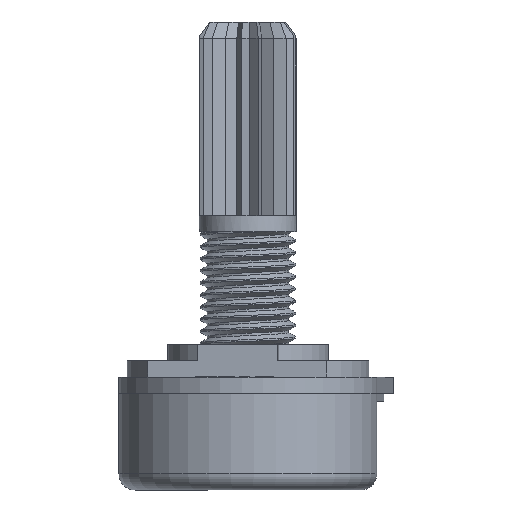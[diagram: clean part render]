
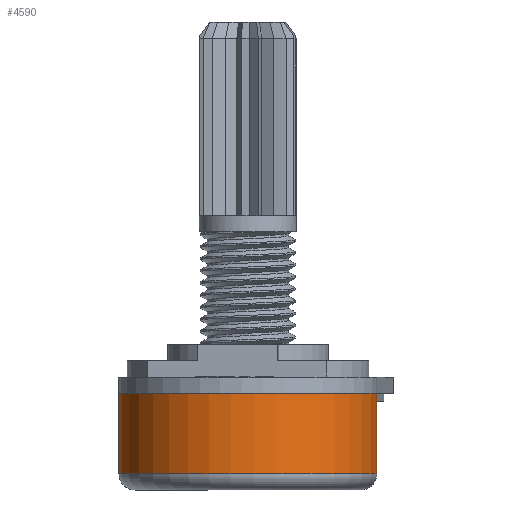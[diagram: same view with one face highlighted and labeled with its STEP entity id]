
A CAD part, front view. The second image highlights one B-rep face of the part: STEP entity #4590.
In plain terms, the highlighted cylindrical face has radius 8 mm (diameter 16 mm), a full revolution.
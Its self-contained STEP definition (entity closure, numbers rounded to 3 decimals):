
#326=CYLINDRICAL_SURFACE('',#4957,8.);
#387=CIRCLE('',#4955,8.);
#388=CIRCLE('',#4956,8.);
#389=CIRCLE('',#4958,8.);
#649=FACE_OUTER_BOUND('',#934,.T.);
#934=EDGE_LOOP('',(#4153,#4154,#4155,#4156,#4157));
#1376=LINE('',#9589,#1816);
#1816=VECTOR('',#5967,8.);
#2222=VERTEX_POINT('',#9582);
#2223=VERTEX_POINT('',#9584);
#2224=VERTEX_POINT('',#9588);
#2866=EDGE_CURVE('',#2222,#2223,#387,.T.);
#2867=EDGE_CURVE('',#2223,#2222,#388,.T.);
#2868=EDGE_CURVE('',#2223,#2224,#1376,.T.);
#2869=EDGE_CURVE('',#2224,#2224,#389,.T.);
#4153=ORIENTED_EDGE('',*,*,#2867,.F.);
#4154=ORIENTED_EDGE('',*,*,#2868,.T.);
#4155=ORIENTED_EDGE('',*,*,#2869,.T.);
#4156=ORIENTED_EDGE('',*,*,#2868,.F.);
#4157=ORIENTED_EDGE('',*,*,#2866,.F.);
#4590=ADVANCED_FACE('',(#649),#326,.T.);
#4955=AXIS2_PLACEMENT_3D('',#9585,#5961,#5962);
#4956=AXIS2_PLACEMENT_3D('',#9586,#5963,#5964);
#4957=AXIS2_PLACEMENT_3D('',#9587,#5965,#5966);
#4958=AXIS2_PLACEMENT_3D('',#9590,#5968,#5969);
#5961=DIRECTION('center_axis',(0.,0.,-1.));
#5962=DIRECTION('ref_axis',(0.937,-0.348,0.));
#5963=DIRECTION('center_axis',(0.,0.,-1.));
#5964=DIRECTION('ref_axis',(0.937,-0.348,0.));
#5965=DIRECTION('center_axis',(0.,0.,-1.));
#5966=DIRECTION('ref_axis',(1.,0.,0.));
#5967=DIRECTION('',(0.,0.,1.));
#5968=DIRECTION('center_axis',(0.,0.,-1.));
#5969=DIRECTION('ref_axis',(1.,0.,0.));
#9582=CARTESIAN_POINT('',(8.,0.,-15.));
#9584=CARTESIAN_POINT('',(-8.,0.,-15.));
#9585=CARTESIAN_POINT('Origin',(0.,0.,-15.));
#9586=CARTESIAN_POINT('Origin',(0.,0.,-15.));
#9587=CARTESIAN_POINT('Origin',(0.,0.,-10.));
#9588=CARTESIAN_POINT('',(-8.,0.,-10.));
#9589=CARTESIAN_POINT('',(-8.,0.,-10.));
#9590=CARTESIAN_POINT('Origin',(0.,0.,-10.));
